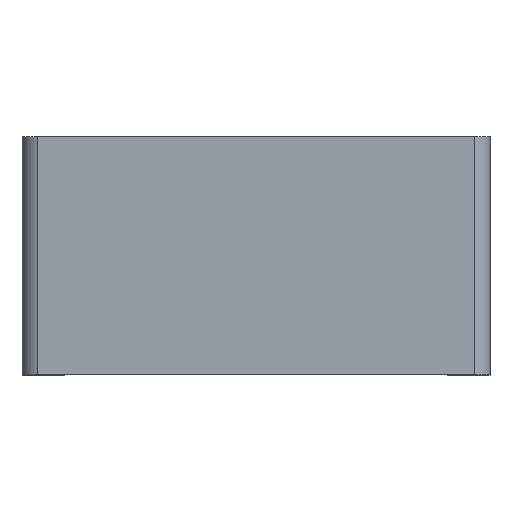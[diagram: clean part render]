
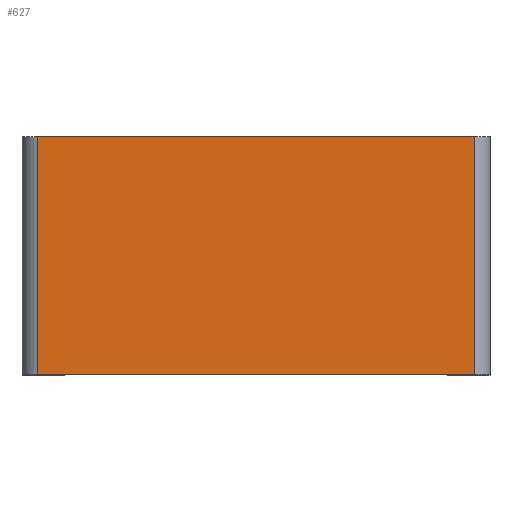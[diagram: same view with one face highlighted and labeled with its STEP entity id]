
A CAD part, top view. The second image highlights one B-rep face of the part: STEP entity #627.
In plain terms, the highlighted planar face has unit normal (0, 0, 1).
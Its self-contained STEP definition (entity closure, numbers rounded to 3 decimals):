
#53=PLANE('',#719);
#88=FACE_OUTER_BOUND('',#138,.T.);
#138=EDGE_LOOP('',(#570,#571,#572,#573));
#155=LINE('',#1012,#198);
#159=LINE('',#1021,#202);
#172=LINE('',#1068,#215);
#181=LINE('',#1095,#224);
#198=VECTOR('',#823,10.);
#202=VECTOR('',#829,10.);
#215=VECTOR('',#884,10.);
#224=VECTOR('',#913,10.);
#295=VERTEX_POINT('',#1009);
#296=VERTEX_POINT('',#1011);
#299=VERTEX_POINT('',#1018);
#300=VERTEX_POINT('',#1020);
#362=EDGE_CURVE('',#296,#295,#155,.T.);
#366=EDGE_CURVE('',#300,#299,#159,.T.);
#390=EDGE_CURVE('',#295,#300,#172,.T.);
#405=EDGE_CURVE('',#299,#296,#181,.T.);
#570=ORIENTED_EDGE('',*,*,#405,.T.);
#571=ORIENTED_EDGE('',*,*,#362,.T.);
#572=ORIENTED_EDGE('',*,*,#390,.T.);
#573=ORIENTED_EDGE('',*,*,#366,.T.);
#627=ADVANCED_FACE('',(#88),#53,.F.);
#719=AXIS2_PLACEMENT_3D('',#1098,#918,#919);
#823=DIRECTION('',(0.,1.,0.));
#829=DIRECTION('',(0.,-1.,0.));
#884=DIRECTION('',(-1.,0.,0.));
#913=DIRECTION('',(1.,0.,0.));
#918=DIRECTION('center_axis',(0.,0.,-1.));
#919=DIRECTION('ref_axis',(1.,0.,0.));
#1009=CARTESIAN_POINT('',(57.,31.,0.));
#1011=CARTESIAN_POINT('',(57.,0.,0.));
#1012=CARTESIAN_POINT('',(57.,0.,0.));
#1018=CARTESIAN_POINT('',(0.,0.,0.));
#1020=CARTESIAN_POINT('',(0.,31.,0.));
#1021=CARTESIAN_POINT('',(0.,31.,0.));
#1068=CARTESIAN_POINT('',(3.5,31.,0.));
#1095=CARTESIAN_POINT('',(57.,0.,0.));
#1098=CARTESIAN_POINT('Origin',(1.75,15.5,0.));
